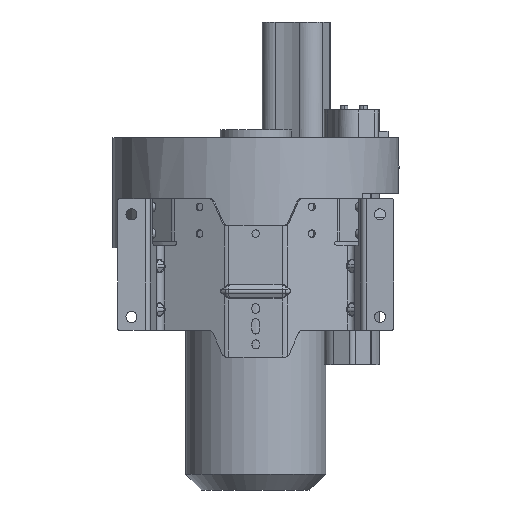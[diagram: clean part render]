
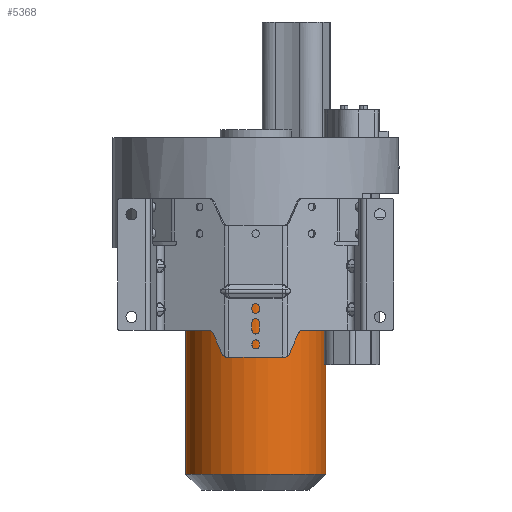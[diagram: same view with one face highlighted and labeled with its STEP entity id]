
A CAD part, front view. The second image highlights one B-rep face of the part: STEP entity #5368.
In plain terms, the highlighted cylindrical face has radius 88.7 mm (diameter 177.4 mm), a partial arc.
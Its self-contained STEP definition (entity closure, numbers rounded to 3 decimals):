
#672 = EDGE_CURVE ( 'NONE', #15752, #1144, #6163, .T. ) ;
#981 = LINE ( 'NONE', #25645, #16087 ) ;
#1022 = CARTESIAN_POINT ( 'NONE',  ( -88.7, 0., -35.13 ) ) ;
#1144 = VERTEX_POINT ( 'NONE', #2891 ) ;
#1195 = EDGE_CURVE ( 'NONE', #7669, #1144, #981, .T. ) ;
#2205 = ORIENTED_EDGE ( 'NONE', *, *, #25577, .F. ) ;
#2442 = DIRECTION ( 'NONE',  ( -1., 0., 0. ) ) ;
#2688 = ORIENTED_EDGE ( 'NONE', *, *, #4305, .T. ) ;
#2891 = CARTESIAN_POINT ( 'NONE',  ( 88.7, 0., -322. ) ) ;
#3503 = CYLINDRICAL_SURFACE ( 'NONE', #19676, 88.7 ) ;
#4305 = EDGE_CURVE ( 'NONE', #23348, #15752, #6583, .T. ) ;
#5368 = ADVANCED_FACE ( 'NONE', ( #5410 ), #3503, .T. ) ;
#5410 = FACE_OUTER_BOUND ( 'NONE', #7914, .T. ) ;
#5695 = DIRECTION ( 'NONE',  ( 0., 0., 1. ) ) ;
#6163 = CIRCLE ( 'NONE', #18263, 88.7 ) ;
#6583 = LINE ( 'NONE', #1022, #15769 ) ;
#6721 = DIRECTION ( 'NONE',  ( 0., 0., -1. ) ) ;
#7071 = DIRECTION ( 'NONE',  ( 0., 0., -1. ) ) ;
#7669 = VERTEX_POINT ( 'NONE', #17893 ) ;
#7702 = DIRECTION ( 'NONE',  ( 0., 0., -1. ) ) ;
#7914 = EDGE_LOOP ( 'NONE', ( #13520, #2205, #2688, #24939 ) ) ;
#8249 = DIRECTION ( 'NONE',  ( 0., 0., 1. ) ) ;
#9490 = AXIS2_PLACEMENT_3D ( 'NONE', #20062, #5695, #26036 ) ;
#10283 = CARTESIAN_POINT ( 'NONE',  ( -88.7, 0., -322. ) ) ;
#13520 = ORIENTED_EDGE ( 'NONE', *, *, #1195, .F. ) ;
#15114 = CIRCLE ( 'NONE', #9490, 88.7 ) ;
#15752 = VERTEX_POINT ( 'NONE', #10283 ) ;
#15769 = VECTOR ( 'NONE', #6721, 1000. ) ;
#16087 = VECTOR ( 'NONE', #7071, 1000. ) ;
#17893 = CARTESIAN_POINT ( 'NONE',  ( 88.7, 0., -35.13 ) ) ;
#18002 = CARTESIAN_POINT ( 'NONE',  ( 0., 0., -35.13 ) ) ;
#18263 = AXIS2_PLACEMENT_3D ( 'NONE', #20723, #8249, #2442 ) ;
#19676 = AXIS2_PLACEMENT_3D ( 'NONE', #18002, #7702, #22203 ) ;
#20062 = CARTESIAN_POINT ( 'NONE',  ( 0., 0., -35.13 ) ) ;
#20723 = CARTESIAN_POINT ( 'NONE',  ( 0., 0., -322. ) ) ;
#22203 = DIRECTION ( 'NONE',  ( -1., 0., 0. ) ) ;
#23348 = VERTEX_POINT ( 'NONE', #26537 ) ;
#24939 = ORIENTED_EDGE ( 'NONE', *, *, #672, .T. ) ;
#25577 = EDGE_CURVE ( 'NONE', #23348, #7669, #15114, .T. ) ;
#25645 = CARTESIAN_POINT ( 'NONE',  ( 88.7, 0., -35.13 ) ) ;
#26036 = DIRECTION ( 'NONE',  ( -1., 0., 0. ) ) ;
#26537 = CARTESIAN_POINT ( 'NONE',  ( -88.7, 0., -35.13 ) ) ;
